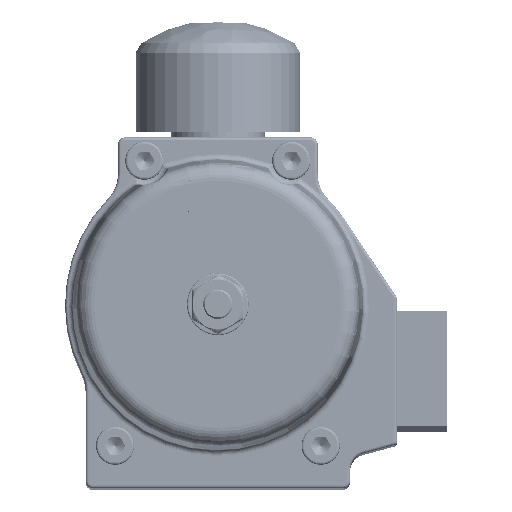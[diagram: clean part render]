
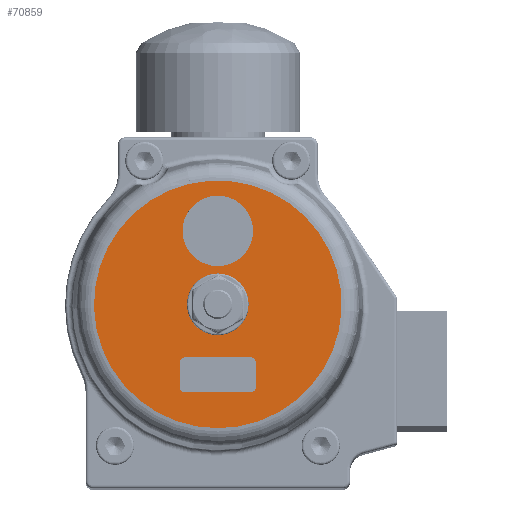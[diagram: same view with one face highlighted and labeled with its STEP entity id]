
A CAD part, top view. The second image highlights one B-rep face of the part: STEP entity #70859.
In plain terms, the highlighted planar face has unit normal (0, 0, 1).
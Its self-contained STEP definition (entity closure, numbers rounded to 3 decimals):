
#2080=LINE('',#118601,#5667);
#2081=LINE('',#118605,#5668);
#2082=LINE('',#118609,#5669);
#2083=LINE('',#118612,#5670);
#5667=VECTOR('',#87078,10.);
#5668=VECTOR('',#87081,10.);
#5669=VECTOR('',#87084,10.);
#5670=VECTOR('',#87087,10.);
#13085=FACE_BOUND('',#19284,.T.);
#13086=FACE_BOUND('',#19285,.T.);
#13087=FACE_BOUND('',#19286,.T.);
#14642=FACE_OUTER_BOUND('',#19283,.T.);
#19283=EDGE_LOOP('',(#49119));
#19284=EDGE_LOOP('',(#49120,#49121,#49122,#49123,#49124,#49125,#49126,#49127));
#19285=EDGE_LOOP('',(#49128));
#19286=EDGE_LOOP('',(#49129));
#23733=CIRCLE('',#75881,10.);
#23818=CIRCLE('',#76035,42.146);
#23819=CIRCLE('',#76036,2.);
#23820=CIRCLE('',#76037,2.);
#23821=CIRCLE('',#76038,2.);
#23822=CIRCLE('',#76039,2.);
#23823=CIRCLE('',#76040,12.);
#28910=VERTEX_POINT('',#117186);
#28995=VERTEX_POINT('',#118595);
#28996=VERTEX_POINT('',#118597);
#28997=VERTEX_POINT('',#118598);
#28998=VERTEX_POINT('',#118600);
#28999=VERTEX_POINT('',#118602);
#29000=VERTEX_POINT('',#118604);
#29001=VERTEX_POINT('',#118606);
#29002=VERTEX_POINT('',#118608);
#29003=VERTEX_POINT('',#118610);
#29004=VERTEX_POINT('',#118613);
#36043=EDGE_CURVE('',#28910,#28910,#23733,.T.);
#36224=EDGE_CURVE('',#28995,#28995,#23818,.T.);
#36225=EDGE_CURVE('',#28996,#28997,#23819,.T.);
#36226=EDGE_CURVE('',#28998,#28996,#2080,.T.);
#36227=EDGE_CURVE('',#28999,#28998,#23820,.T.);
#36228=EDGE_CURVE('',#29000,#28999,#2081,.T.);
#36229=EDGE_CURVE('',#29001,#29000,#23821,.T.);
#36230=EDGE_CURVE('',#29002,#29001,#2082,.T.);
#36231=EDGE_CURVE('',#29003,#29002,#23822,.T.);
#36232=EDGE_CURVE('',#28997,#29003,#2083,.T.);
#36233=EDGE_CURVE('',#29004,#29004,#23823,.T.);
#49119=ORIENTED_EDGE('',*,*,#36224,.T.);
#49120=ORIENTED_EDGE('',*,*,#36225,.F.);
#49121=ORIENTED_EDGE('',*,*,#36226,.F.);
#49122=ORIENTED_EDGE('',*,*,#36227,.F.);
#49123=ORIENTED_EDGE('',*,*,#36228,.F.);
#49124=ORIENTED_EDGE('',*,*,#36229,.F.);
#49125=ORIENTED_EDGE('',*,*,#36230,.F.);
#49126=ORIENTED_EDGE('',*,*,#36231,.F.);
#49127=ORIENTED_EDGE('',*,*,#36232,.F.);
#49128=ORIENTED_EDGE('',*,*,#36233,.F.);
#49129=ORIENTED_EDGE('',*,*,#36043,.F.);
#64574=PLANE('',#76034);
#70859=ADVANCED_FACE('',(#14642,#13085,#13086,#13087),#64574,.F.);
#75881=AXIS2_PLACEMENT_3D('',#117187,#86742,#86743);
#76034=AXIS2_PLACEMENT_3D('',#118594,#87072,#87073);
#76035=AXIS2_PLACEMENT_3D('',#118596,#87074,#87075);
#76036=AXIS2_PLACEMENT_3D('',#118599,#87076,#87077);
#76037=AXIS2_PLACEMENT_3D('',#118603,#87079,#87080);
#76038=AXIS2_PLACEMENT_3D('',#118607,#87082,#87083);
#76039=AXIS2_PLACEMENT_3D('',#118611,#87085,#87086);
#76040=AXIS2_PLACEMENT_3D('',#118614,#87088,#87089);
#86742=DIRECTION('center_axis',(0.,0.,
1.));
#86743=DIRECTION('ref_axis',(-1.,0.,0.));
#87072=DIRECTION('center_axis',(0.,0.,
-1.));
#87073=DIRECTION('ref_axis',(-1.,0.,0.));
#87074=DIRECTION('center_axis',(0.,0.,
1.));
#87075=DIRECTION('ref_axis',(0.,1.,0.));
#87076=DIRECTION('center_axis',(0.,0.,
1.));
#87077=DIRECTION('ref_axis',(1.,0.,0.));
#87078=DIRECTION('',(1.,0.,0.));
#87079=DIRECTION('center_axis',(0.,0.,
1.));
#87080=DIRECTION('ref_axis',(0.,-1.,0.));
#87081=DIRECTION('',(0.,-1.,0.));
#87082=DIRECTION('center_axis',(0.,0.,
1.));
#87083=DIRECTION('ref_axis',(-1.,0.,0.));
#87084=DIRECTION('',(-1.,0.,0.));
#87085=DIRECTION('center_axis',(0.,0.,
1.));
#87086=DIRECTION('ref_axis',(0.,1.,0.));
#87087=DIRECTION('',(0.,1.,0.));
#87088=DIRECTION('center_axis',(0.,0.,
1.));
#87089=DIRECTION('ref_axis',(1.,0.,0.));
#117186=CARTESIAN_POINT('',(-10.,0.,384.5));
#117187=CARTESIAN_POINT('Origin',(0.,0.,
384.5));
#118594=CARTESIAN_POINT('Origin',(0.,24.75,384.5));
#118595=CARTESIAN_POINT('',(0.,-42.146,384.5));
#118596=CARTESIAN_POINT('Origin',(0.,0.,
384.5));
#118597=CARTESIAN_POINT('',(11.,-30.,384.5));
#118598=CARTESIAN_POINT('',(13.,-28.,384.5));
#118599=CARTESIAN_POINT('Origin',(11.,-28.,384.5));
#118600=CARTESIAN_POINT('',(-11.,-30.,384.5));
#118601=CARTESIAN_POINT('',(5.5,-30.,384.5));
#118602=CARTESIAN_POINT('',(-13.,-28.,384.5));
#118603=CARTESIAN_POINT('Origin',(-11.,-28.,384.5));
#118604=CARTESIAN_POINT('',(-13.,-20.,384.5));
#118605=CARTESIAN_POINT('',(-13.,-1.625,384.5));
#118606=CARTESIAN_POINT('',(-11.,-18.,384.5));
#118607=CARTESIAN_POINT('Origin',(-11.,-20.,384.5));
#118608=CARTESIAN_POINT('',(11.,-18.,384.5));
#118609=CARTESIAN_POINT('',(-5.5,-18.,384.5));
#118610=CARTESIAN_POINT('',(13.,-20.,384.5));
#118611=CARTESIAN_POINT('Origin',(11.,-20.,384.5));
#118612=CARTESIAN_POINT('',(13.,2.375,384.5));
#118613=CARTESIAN_POINT('',(-12.,25.,384.5));
#118614=CARTESIAN_POINT('Origin',(0.,25.,384.5));
